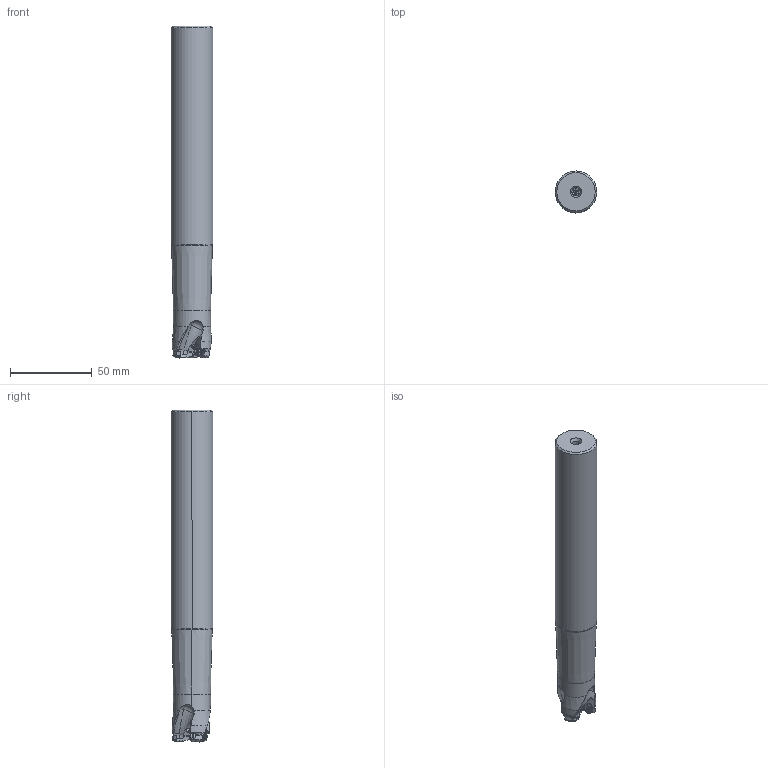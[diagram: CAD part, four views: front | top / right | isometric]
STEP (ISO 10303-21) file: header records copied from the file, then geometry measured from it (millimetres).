
FILE_DESCRIPTION(/* description */ (''),/* implementation_level */ '2;1');
FILE_NAME(/* name */ 'AJXU08R163SA16M.stp',/* time_stamp */ '2021-09-08T11:49:04+09:00',/* author */ (''),/* organization */ (''),/* preprocessor_version */ 'ST-DEVELOPER v16',/* originating_system */ 'SIEMENS PLM Software NX 10.0',/* authorisation */ '');
FILE_SCHEMA (('AUTOMOTIVE_DESIGN { 1 0 10303 214 3 1 1 1 }'));
Length unit declared in the file: millimetre
Products named in the file (1): AJXU08R163SA16M_ASM
Bounding box: 25.4 x 25.4 x 202.44 mm (x, y, z)
Volume: 90508.9 mm3; surface area: 20051.3 mm2
Topology: 4 solids, 4 shells, 346 faces, 1051 edges, 712 vertices
Faces by surface type: cylinder 150, plane 83, cone 67, torus 25, sphere 12, bspline 9
Entity records: 16580 total; most frequent: CARTESIAN_POINT 7269, ORIENTED_EDGE 2054, DIRECTION 1795, EDGE_CURVE 1027, AXIS2_PLACEMENT_3D 746, VERTEX_POINT 687, EDGE_LOOP 356, ADVANCED_FACE 346
